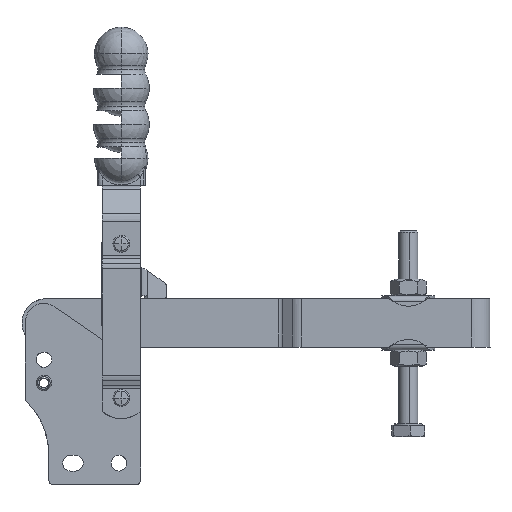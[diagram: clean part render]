
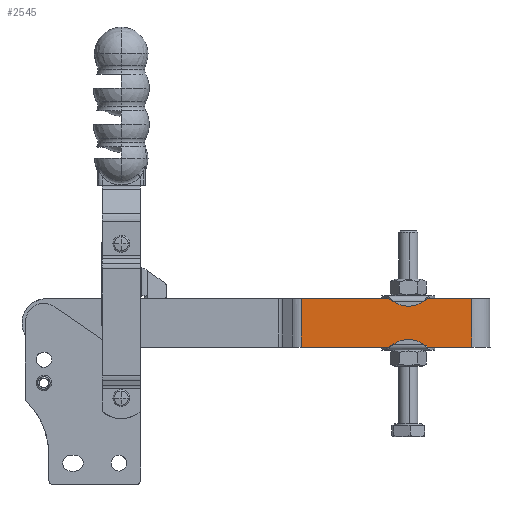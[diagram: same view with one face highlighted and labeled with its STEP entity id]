
A CAD part, top view. The second image highlights one B-rep face of the part: STEP entity #2545.
In plain terms, the highlighted planar face has unit normal (0, 0, 1).
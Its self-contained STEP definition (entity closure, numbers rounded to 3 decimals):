
#2421=AXIS2_PLACEMENT_3D('Circle Axis2P3D',#2419,#2420,$) ;
#2435=AXIS2_PLACEMENT_3D('Plane Axis2P3D',#2432,#2433,#2434) ;
#2475=AXIS2_PLACEMENT_3D('Circle Axis2P3D',#2473,#2474,$) ;
#2482=AXIS2_PLACEMENT_3D('Circle Axis2P3D',#2480,#2481,$) ;
#2526=AXIS2_PLACEMENT_3D('Circle Axis2P3D',#2524,#2525,$) ;
#1379=CARTESIAN_POINT('Vertex',(138.775,64.893,10.5)) ;
#1383=CARTESIAN_POINT('Control Point',(140.167,65.893,10.5)) ;
#1384=CARTESIAN_POINT('Control Point',(139.939,65.589,10.5)) ;
#1385=CARTESIAN_POINT('Control Point',(139.672,65.374,10.5)) ;
#1386=CARTESIAN_POINT('Control Point',(139.397,65.203,10.5)) ;
#1387=CARTESIAN_POINT('Control Point',(139.092,65.043,10.5)) ;
#1388=CARTESIAN_POINT('Control Point',(138.775,64.893,10.5)) ;
#1389=CARTESIAN_POINT('Vertex',(140.167,65.893,10.5)) ;
#1415=CARTESIAN_POINT('Line Origine',(149.391,65.893,10.5)) ;
#1419=CARTESIAN_POINT('Vertex',(158.615,65.894,10.5)) ;
#1756=CARTESIAN_POINT('Vertex',(125.846,64.893,10.5)) ;
#1779=CARTESIAN_POINT('Vertex',(124.456,65.892,10.5)) ;
#1783=CARTESIAN_POINT('Control Point',(124.456,65.892,10.5)) ;
#1784=CARTESIAN_POINT('Control Point',(124.74,65.512,10.5)) ;
#1785=CARTESIAN_POINT('Control Point',(125.083,65.282,10.5)) ;
#1786=CARTESIAN_POINT('Control Point',(125.45,65.081,10.5)) ;
#1787=CARTESIAN_POINT('Control Point',(125.846,64.893,10.5)) ;
#2220=CARTESIAN_POINT('Vertex',(88.013,65.891,10.5)) ;
#2223=CARTESIAN_POINT('Line Origine',(106.234,65.892,10.5)) ;
#2416=CARTESIAN_POINT('Vertex',(132.311,62.793,10.5)) ;
#2419=CARTESIAN_POINT('Axis2P3D Location',(132.311,73.793,10.5)) ;
#2432=CARTESIAN_POINT('Axis2P3D Location',(140.675,55.893,10.5)) ;
#2437=CARTESIAN_POINT('Line Origine',(88.014,55.891,10.5)) ;
#2441=CARTESIAN_POINT('Vertex',(88.014,45.891,10.5)) ;
#2444=CARTESIAN_POINT('Line Origine',(106.235,45.892,10.5)) ;
#2448=CARTESIAN_POINT('Vertex',(124.455,45.892,10.5)) ;
#2452=CARTESIAN_POINT('Control Point',(124.455,45.892,10.5)) ;
#2453=CARTESIAN_POINT('Control Point',(124.566,46.04,10.5)) ;
#2454=CARTESIAN_POINT('Control Point',(124.685,46.166,10.5)) ;
#2455=CARTESIAN_POINT('Control Point',(124.811,46.277,10.5)) ;
#2456=CARTESIAN_POINT('Control Point',(125.007,46.427,10.5)) ;
#2457=CARTESIAN_POINT('Control Point',(125.214,46.558,10.5)) ;
#2458=CARTESIAN_POINT('Control Point',(125.284,46.6,10.5)) ;
#2459=CARTESIAN_POINT('Control Point',(125.391,46.661,10.5)) ;
#2460=CARTESIAN_POINT('Control Point',(125.501,46.72,10.5)) ;
#2461=CARTESIAN_POINT('Control Point',(125.538,46.739,10.5)) ;
#2462=CARTESIAN_POINT('Control Point',(125.612,46.778,10.5)) ;
#2463=CARTESIAN_POINT('Control Point',(125.687,46.815,10.5)) ;
#2464=CARTESIAN_POINT('Control Point',(125.725,46.834,10.5)) ;
#2465=CARTESIAN_POINT('Control Point',(125.772,46.857,10.5)) ;
#2466=CARTESIAN_POINT('Control Point',(125.82,46.88,10.5)) ;
#2467=CARTESIAN_POINT('Control Point',(125.829,46.884,10.5)) ;
#2468=CARTESIAN_POINT('Control Point',(125.838,46.888,10.5)) ;
#2469=CARTESIAN_POINT('Control Point',(125.846,46.893,10.5)) ;
#2470=CARTESIAN_POINT('Vertex',(125.846,46.893,10.5)) ;
#2473=CARTESIAN_POINT('Axis2P3D Location',(132.311,37.992,10.5)) ;
#2477=CARTESIAN_POINT('Vertex',(132.311,48.992,10.5)) ;
#2480=CARTESIAN_POINT('Axis2P3D Location',(132.311,37.992,10.5)) ;
#2484=CARTESIAN_POINT('Vertex',(138.775,46.893,10.5)) ;
#2488=CARTESIAN_POINT('Control Point',(140.166,45.893,10.5)) ;
#2489=CARTESIAN_POINT('Control Point',(140.055,46.042,10.5)) ;
#2490=CARTESIAN_POINT('Control Point',(139.934,46.169,10.5)) ;
#2491=CARTESIAN_POINT('Control Point',(139.807,46.281,10.5)) ;
#2492=CARTESIAN_POINT('Control Point',(139.609,46.43,10.5)) ;
#2493=CARTESIAN_POINT('Control Point',(139.401,46.562,10.5)) ;
#2494=CARTESIAN_POINT('Control Point',(139.33,46.604,10.5)) ;
#2495=CARTESIAN_POINT('Control Point',(139.223,46.665,10.5)) ;
#2496=CARTESIAN_POINT('Control Point',(139.114,46.724,10.5)) ;
#2497=CARTESIAN_POINT('Control Point',(139.077,46.743,10.5)) ;
#2498=CARTESIAN_POINT('Control Point',(139.021,46.772,10.5)) ;
#2499=CARTESIAN_POINT('Control Point',(138.965,46.8,10.5)) ;
#2500=CARTESIAN_POINT('Control Point',(138.946,46.81,10.5)) ;
#2501=CARTESIAN_POINT('Control Point',(138.908,46.829,10.5)) ;
#2502=CARTESIAN_POINT('Control Point',(138.87,46.847,10.5)) ;
#2503=CARTESIAN_POINT('Control Point',(138.851,46.856,10.5)) ;
#2504=CARTESIAN_POINT('Control Point',(138.824,46.869,10.5)) ;
#2505=CARTESIAN_POINT('Control Point',(138.797,46.882,10.5)) ;
#2506=CARTESIAN_POINT('Control Point',(138.79,46.886,10.5)) ;
#2507=CARTESIAN_POINT('Control Point',(138.783,46.889,10.5)) ;
#2508=CARTESIAN_POINT('Control Point',(138.775,46.893,10.5)) ;
#2509=CARTESIAN_POINT('Vertex',(140.166,45.893,10.5)) ;
#2512=CARTESIAN_POINT('Line Origine',(149.391,45.893,10.5)) ;
#2516=CARTESIAN_POINT('Vertex',(158.616,45.894,10.5)) ;
#2519=CARTESIAN_POINT('Line Origine',(158.615,55.894,10.5)) ;
#2524=CARTESIAN_POINT('Axis2P3D Location',(132.311,73.793,10.5)) ;
#1416=DIRECTION('Vector Direction',(-1.,0.,0.)) ;
#2224=DIRECTION('Vector Direction',(-1.,0.,0.)) ;
#2420=DIRECTION('Axis2P3D Direction',(0.,0.,1.)) ;
#2433=DIRECTION('Axis2P3D Direction',(0.,0.,1.)) ;
#2434=DIRECTION('Axis2P3D XDirection',(1.,0.,0.)) ;
#2438=DIRECTION('Vector Direction',(0.,-1.,0.)) ;
#2445=DIRECTION('Vector Direction',(-1.,0.,0.)) ;
#2474=DIRECTION('Axis2P3D Direction',(0.,0.,1.)) ;
#2481=DIRECTION('Axis2P3D Direction',(0.,0.,1.)) ;
#2513=DIRECTION('Vector Direction',(-1.,0.,0.)) ;
#2520=DIRECTION('Vector Direction',(0.,1.,0.)) ;
#2525=DIRECTION('Axis2P3D Direction',(0.,0.,1.)) ;
#1417=VECTOR('Line Direction',#1416,1.) ;
#2225=VECTOR('Line Direction',#2224,1.) ;
#2439=VECTOR('Line Direction',#2438,1.) ;
#2446=VECTOR('Line Direction',#2445,1.) ;
#2514=VECTOR('Line Direction',#2513,1.) ;
#2521=VECTOR('Line Direction',#2520,1.) ;
#2530=ORIENTED_EDGE('',*,*,#2227,.T.) ;
#2531=ORIENTED_EDGE('',*,*,#2443,.T.) ;
#2532=ORIENTED_EDGE('',*,*,#2450,.F.) ;
#2533=ORIENTED_EDGE('',*,*,#2472,.T.) ;
#2534=ORIENTED_EDGE('',*,*,#2479,.T.) ;
#2535=ORIENTED_EDGE('',*,*,#2486,.T.) ;
#2536=ORIENTED_EDGE('',*,*,#2511,.F.) ;
#2537=ORIENTED_EDGE('',*,*,#2518,.F.) ;
#2538=ORIENTED_EDGE('',*,*,#2523,.T.) ;
#2539=ORIENTED_EDGE('',*,*,#1421,.T.) ;
#2540=ORIENTED_EDGE('',*,*,#1391,.T.) ;
#2541=ORIENTED_EDGE('',*,*,#2423,.T.) ;
#2542=ORIENTED_EDGE('',*,*,#2528,.T.) ;
#2543=ORIENTED_EDGE('',*,*,#1788,.F.) ;
#2545=ADVANCED_FACE('VERTIKALSPANNER_TS_V_290_U_L75_357856',(#2544),#2436,.T.) ;
#1382=B_SPLINE_CURVE_WITH_KNOTS('',5,(#1383,#1384,#1385,#1386,#1387,#1388),.UNSPECIFIED.,.F.,.U.,(6,6),(0.,3.882),.UNSPECIFIED.) ;
#1782=B_SPLINE_CURVE_WITH_KNOTS('',4,(#1783,#1784,#1785,#1786,#1787),.UNSPECIFIED.,.F.,.U.,(5,5),(0.,3.883),.UNSPECIFIED.) ;
#2451=B_SPLINE_CURVE_WITH_KNOTS('',5,(#2452,#2453,#2454,#2455,#2456,#2457,#2458,#2459,#2460,#2461,#2462,#2463,#2464,#2465,#2466,#2467,#2468,#2469),.UNSPECIFIED.,.F.,.U.,(6,3,3,3,3,6),(0.,1.885,2.829,3.301,3.773,3.882),.UNSPECIFIED.) ;
#2487=B_SPLINE_CURVE_WITH_KNOTS('',5,(#2488,#2489,#2490,#2491,#2492,#2493,#2494,#2495,#2496,#2497,#2498,#2499,#2500,#2501,#2502,#2503,#2504,#2505,#2506,#2507,#2508),.UNSPECIFIED.,.F.,.U.,(6,3,3,3,3,3,6),(0.,1.903,2.847,3.318,3.555,3.793,3.883),.UNSPECIFIED.) ;
#2422=CIRCLE('generated circle',#2421,11.) ;
#2476=CIRCLE('generated circle',#2475,11.) ;
#2483=CIRCLE('generated circle',#2482,11.) ;
#2527=CIRCLE('generated circle',#2526,11.) ;
#1391=EDGE_CURVE('',#1390,#1380,#1382,.T.) ;
#1421=EDGE_CURVE('',#1420,#1390,#1418,.T.) ;
#1788=EDGE_CURVE('',#1780,#1757,#1782,.T.) ;
#2227=EDGE_CURVE('',#1780,#2221,#2226,.T.) ;
#2423=EDGE_CURVE('',#1380,#2417,#2422,.F.) ;
#2443=EDGE_CURVE('',#2221,#2442,#2440,.T.) ;
#2450=EDGE_CURVE('',#2449,#2442,#2447,.T.) ;
#2472=EDGE_CURVE('',#2449,#2471,#2451,.T.) ;
#2479=EDGE_CURVE('',#2471,#2478,#2476,.F.) ;
#2486=EDGE_CURVE('',#2478,#2485,#2483,.F.) ;
#2511=EDGE_CURVE('',#2510,#2485,#2487,.T.) ;
#2518=EDGE_CURVE('',#2517,#2510,#2515,.T.) ;
#2523=EDGE_CURVE('',#2517,#1420,#2522,.T.) ;
#2528=EDGE_CURVE('',#2417,#1757,#2527,.F.) ;
#2529=EDGE_LOOP('',(#2530,#2531,#2532,#2533,#2534,#2535,#2536,#2537,#2538,#2539,#2540,#2541,#2542,#2543)) ;
#2544=FACE_OUTER_BOUND('',#2529,.T.) ;
#1418=LINE('Line',#1415,#1417) ;
#2226=LINE('Line',#2223,#2225) ;
#2440=LINE('Line',#2437,#2439) ;
#2447=LINE('Line',#2444,#2446) ;
#2515=LINE('Line',#2512,#2514) ;
#2522=LINE('Line',#2519,#2521) ;
#2436=PLANE('Plane',#2435) ;
#1380=VERTEX_POINT('',#1379) ;
#1390=VERTEX_POINT('',#1389) ;
#1420=VERTEX_POINT('',#1419) ;
#1757=VERTEX_POINT('',#1756) ;
#1780=VERTEX_POINT('',#1779) ;
#2221=VERTEX_POINT('',#2220) ;
#2417=VERTEX_POINT('',#2416) ;
#2442=VERTEX_POINT('',#2441) ;
#2449=VERTEX_POINT('',#2448) ;
#2471=VERTEX_POINT('',#2470) ;
#2478=VERTEX_POINT('',#2477) ;
#2485=VERTEX_POINT('',#2484) ;
#2510=VERTEX_POINT('',#2509) ;
#2517=VERTEX_POINT('',#2516) ;
